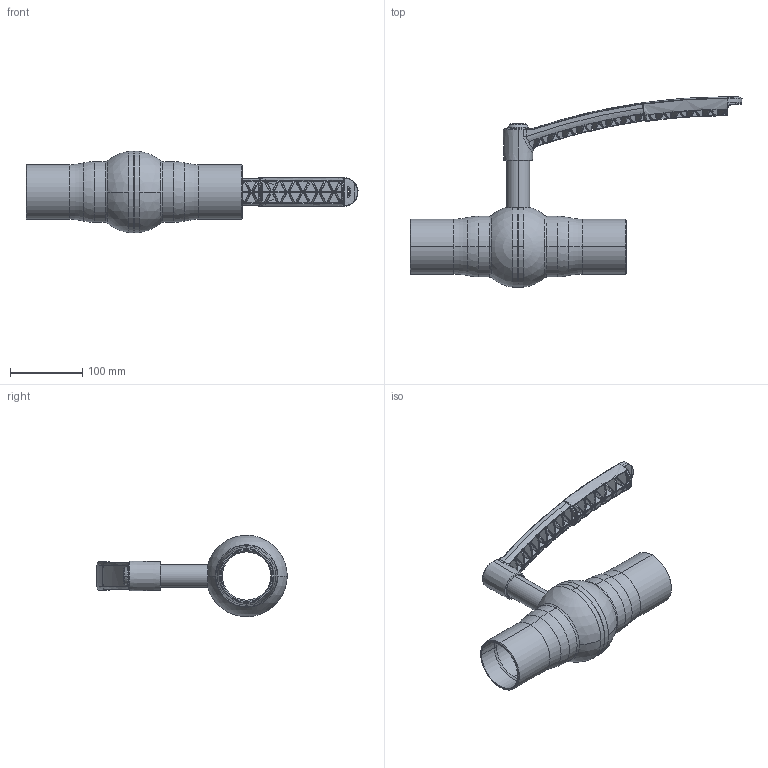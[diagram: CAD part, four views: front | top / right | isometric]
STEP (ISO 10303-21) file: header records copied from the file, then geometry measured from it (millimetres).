
FILE_DESCRIPTION (( 'STEP AP214' ), '1' );
FILE_NAME ('8600225065 010.step', '2025-05-29T08:15:06', ( '' ), ( '' ), 'SwSTEP 2.0', 'SolidWorks 2023', '' );
FILE_SCHEMA (( 'AUTOMOTIVE_DESIGN' ));
Length unit declared in the file: millimetre
Products named in the file (1): 8600225065 010
Bounding box: 460.86 x 264.33 x 112.8 mm (x, y, z)
Surface area: 191681.9 mm2 (no closed solid volume)
Topology: 0 solids, 16 shells, 827 faces, 3196 edges, 2247 vertices
Faces by surface type: bspline 410, plane 211, cylinder 112, cone 70, torus 19, sphere 5
Entity records: 66911 total; most frequent: CARTESIAN_POINT 47171, ORIENTED_EDGE 4425, EDGE_CURVE 3160, DIRECTION 2361, VERTEX_POINT 2247, B_SPLINE_CURVE_WITH_KNOTS 1903, EDGE_LOOP 899, AXIS2_PLACEMENT_3D 895
